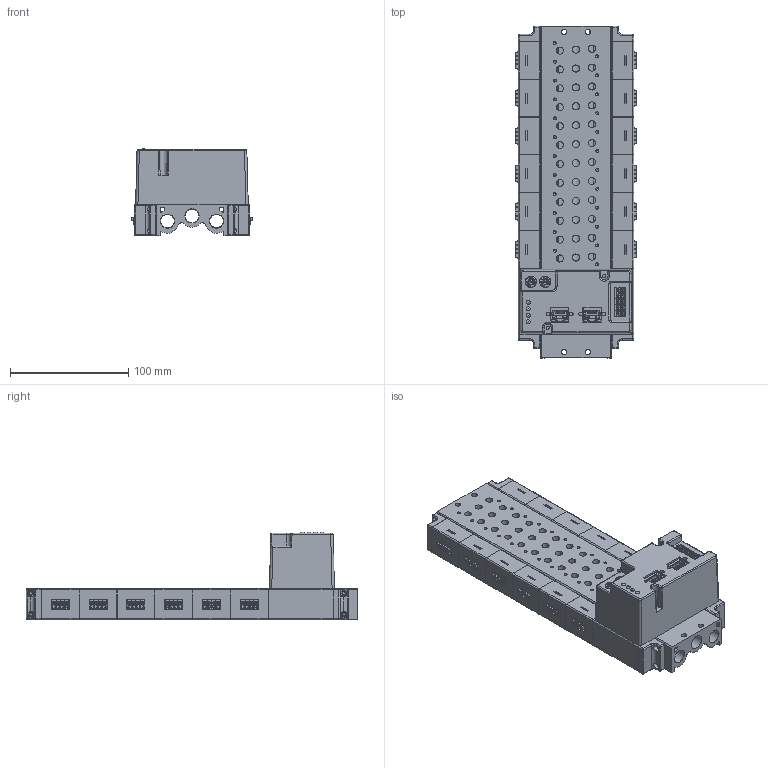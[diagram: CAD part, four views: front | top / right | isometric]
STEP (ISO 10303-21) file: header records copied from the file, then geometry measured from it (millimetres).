
FILE_DESCRIPTION(/* description */ (''),/* implementation_level */ '2;1');
FILE_NAME(/* name */ 'SY5-12.stp',/* time_stamp */ '2025-08-15T11:41:33+08:00',/* author */ (''),/* organization */ (''),/* preprocessor_version */ 'ST-DEVELOPER v14',/* originating_system */ 'SIEMENS PLM Software NX 8.0',/* authorisation */ '');
FILE_SCHEMA (('AP203_CONFIGURATION_CONTROLLED_3D_DESIGN_OF_MECHANICAL_PARTS_AND_ASSEMBLIES_MIM_LF { 1 0 10303 403 2 1 2}'));
Products named in the file (1): DELL27A831AB0fwp
Bounding box: 102.96 x 281 x 74.34 mm (x, y, z)
Volume: 730874.5 mm3; surface area: 203242.4 mm2
Topology: 7 solids, 7 shells, 7656 faces, 22355 edges, 14578 vertices
Faces by surface type: plane 5688, cylinder 1356, extrusion 191, bspline 174, torus 95, cone 84, sphere 68
Full cylindrical faces by diameter (mm): 0.45 x62, 2.5 x24, 2.7 x2, 3 x12, 3.2 x12, 3.221 x4, 3.5 x4, 4 x2, 4.5 x4, 5.5 x8, 6 x36, 9.6 x2, 9.8 x2, 11.5 x5, 11.8 x6
Entity records: 263146 total; most frequent: CARTESIAN_POINT 62624, ORIENTED_EDGE 43450, DIRECTION 39030, EDGE_CURVE 21725, VECTOR 16752, LINE 16561, VERTEX_POINT 14356, AXIS2_PLACEMENT_3D 11139
